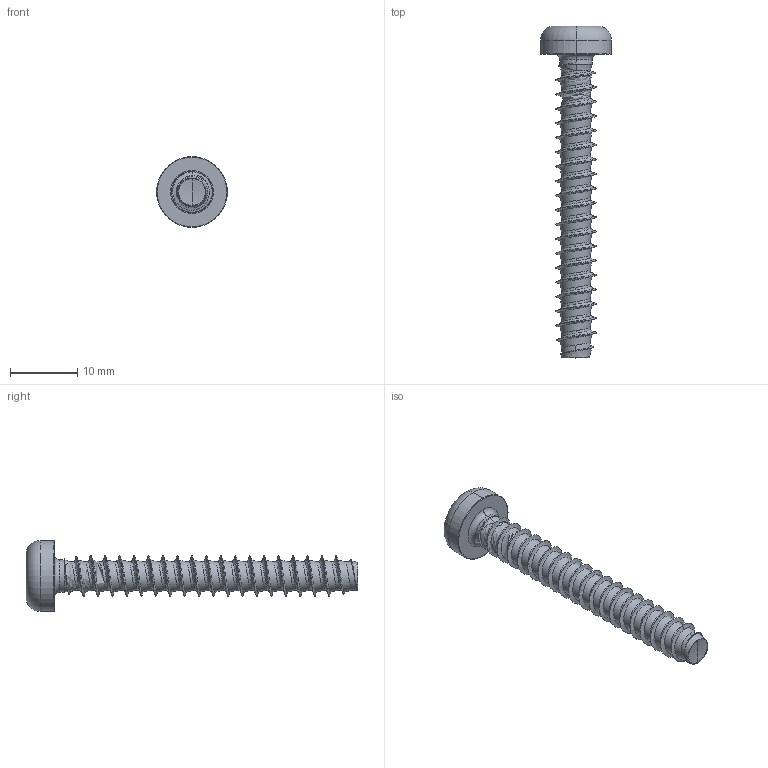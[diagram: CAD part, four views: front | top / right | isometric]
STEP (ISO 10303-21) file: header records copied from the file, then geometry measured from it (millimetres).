
FILE_DESCRIPTION (( 'STEP AP203' ), '1' );
FILE_NAME ('STP390600450.STEP', '2017-08-15T20:01:21', ( '' ), ( '' ), 'SwSTEP 2.0', 'SolidWorks 2015', '' );
FILE_SCHEMA (( 'CONFIG_CONTROL_DESIGN' ));
Length unit declared in the file: millimetre
Products named in the file (1): STP390600450
Bounding box: 10.5 x 49.19 x 10.5 mm (x, y, z)
Volume: 1039.1 mm3; surface area: 1311.1 mm2
Topology: 1 solids, 1 shells, 123 faces, 316 edges, 195 vertices
Faces by surface type: cylinder 65, bspline 35, cone 11, torus 6, sphere 4, plane 2
Entity records: 36348 total; most frequent: CARTESIAN_POINT 33772, ORIENTED_EDGE 628, DIRECTION 382, EDGE_CURVE 314, VERTEX_POINT 195, AXIS2_PLACEMENT_3D 151, B_SPLINE_CURVE_WITH_KNOTS 132, EDGE_LOOP 125
